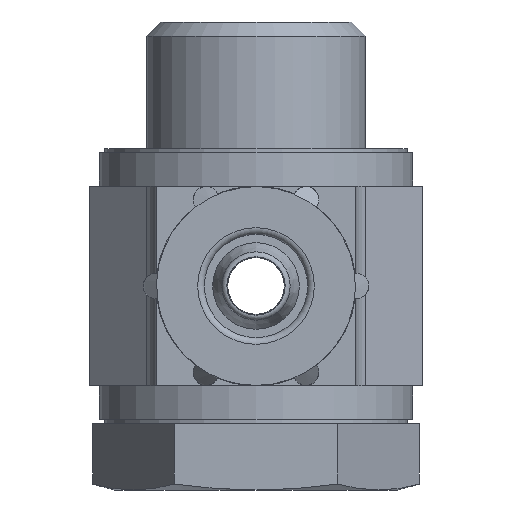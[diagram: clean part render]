
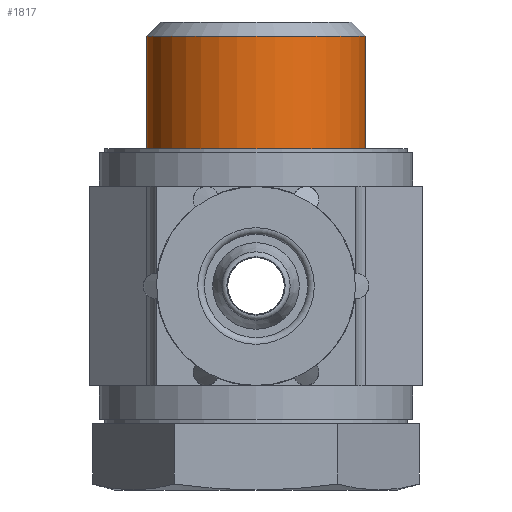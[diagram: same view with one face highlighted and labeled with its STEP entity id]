
A CAD part, left-side view. The second image highlights one B-rep face of the part: STEP entity #1817.
In plain terms, the highlighted cylindrical face has radius 6.579 mm (diameter 13.157 mm), a full revolution.
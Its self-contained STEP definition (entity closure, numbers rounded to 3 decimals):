
#655=ORIENTED_EDGE('',*,*,#981,.F.);
#656=ORIENTED_EDGE('',*,*,#980,.T.);
#980=EDGE_CURVE('',#1180,#1180,#1297,.T.);
#981=EDGE_CURVE('',#1181,#1181,#1298,.T.);
#1180=VERTEX_POINT('',#3200);
#1181=VERTEX_POINT('',#3203);
#1297=CIRCLE('',#2072,6.579);
#1298=CIRCLE('',#2074,6.579);
#1451=EDGE_LOOP('',(#655));
#1452=EDGE_LOOP('',(#656));
#1633=FACE_BOUND('',#1451,.T.);
#1634=FACE_BOUND('',#1452,.T.);
#1722=CYLINDRICAL_SURFACE('',#2073,6.579);
#1817=ADVANCED_FACE('',(#1633,#1634),#1722,.T.);
#2072=AXIS2_PLACEMENT_3D('',#3199,#2520,#2521);
#2073=AXIS2_PLACEMENT_3D('',#3201,#2522,#2523);
#2074=AXIS2_PLACEMENT_3D('',#3202,#2524,#2525);
#2520=DIRECTION('',(0.,-1.,0.));
#2521=DIRECTION('',(1.,0.,0.));
#2522=DIRECTION('',(0.,-1.,0.));
#2523=DIRECTION('',(1.,0.,0.));
#2524=DIRECTION('',(0.,-1.,0.));
#2525=DIRECTION('',(1.,0.,0.));
#3199=CARTESIAN_POINT('',(0.,11.4,0.));
#3200=CARTESIAN_POINT('',(6.579,11.4,0.));
#3201=CARTESIAN_POINT('',(0.,0.,0.));
#3202=CARTESIAN_POINT('',(0.,0.856,0.));
#3203=CARTESIAN_POINT('',(6.579,0.856,0.));
